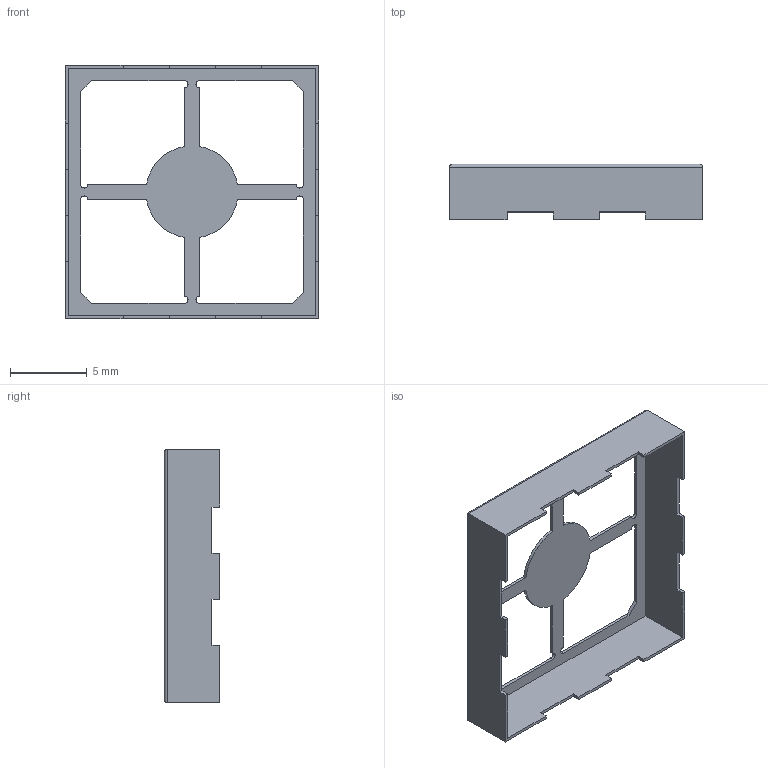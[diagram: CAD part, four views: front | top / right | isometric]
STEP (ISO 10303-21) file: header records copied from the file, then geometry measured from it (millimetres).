
FILE_DESCRIPTION (( 'STEP AP214' ), '1' );
FILE_NAME ('SMS-202F.STEP', '2020-02-18T17:36:49', ( '' ), ( '' ), 'SwSTEP 2.0', 'SolidWorks 2016', '' );
FILE_SCHEMA (( 'AUTOMOTIVE_DESIGN' ));
Length unit declared in the file: millimetre
Products named in the file (1): SMS-202F
Bounding box: 16.5 x 3.61 x 16.5 mm (x, y, z)
Volume: 63 mm3; surface area: 665.3 mm2
Topology: 1 solids, 1 shells, 80 faces, 230 edges, 152 vertices
Faces by surface type: plane 62, cylinder 18
Entity records: 2640 total; most frequent: CARTESIAN_POINT 475, ORIENTED_EDGE 460, DIRECTION 416, EDGE_CURVE 230, VECTOR 198, LINE 198, VERTEX_POINT 152, AXIS2_PLACEMENT_3D 109
